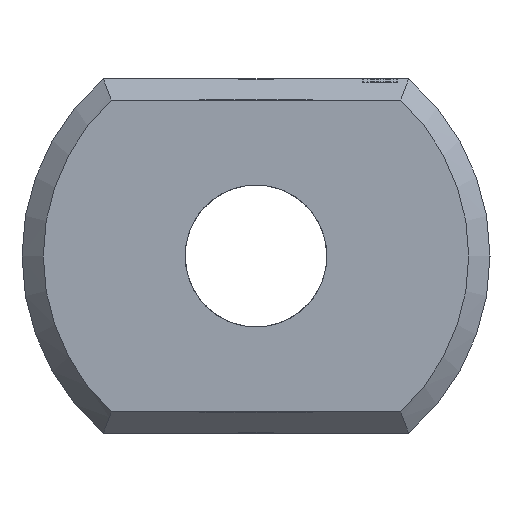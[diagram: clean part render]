
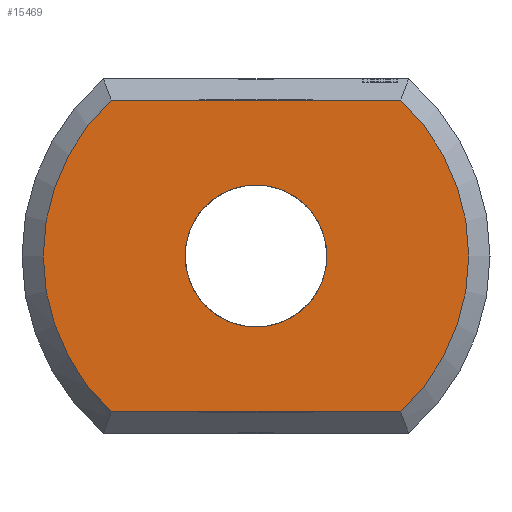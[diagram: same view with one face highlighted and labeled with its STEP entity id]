
A CAD part, left-side view. The second image highlights one B-rep face of the part: STEP entity #15469.
In plain terms, the highlighted planar face has unit normal (-1, 0, 0).
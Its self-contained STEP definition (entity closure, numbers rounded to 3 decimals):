
#3827 = VERTEX_POINT('',#3828);
#3828 = CARTESIAN_POINT('',(0.,-2.04,2.2));
#3837 = VERTEX_POINT('',#3838);
#3838 = CARTESIAN_POINT('',(0.,-2.04,-2.2));
#3845 = EDGE_CURVE('',#3827,#3837,#3846,.T.);
#3846 = CIRCLE('',#3847,3.);
#3847 = AXIS2_PLACEMENT_3D('',#3848,#3849,#3850);
#3848 = CARTESIAN_POINT('',(0.,0.,0.));
#3849 = DIRECTION('',(1.,0.,0.));
#3850 = DIRECTION('',(0.,-0.653,0.758)
  );
#4804 = VERTEX_POINT('',#4805);
#4805 = CARTESIAN_POINT('',(0.,2.04,2.2));
#4812 = EDGE_CURVE('',#3827,#4804,#4813,.T.);
#4813 = LINE('',#4814,#4815);
#4814 = CARTESIAN_POINT('',(0.,-2.154,2.2));
#4815 = VECTOR('',#4816,1.);
#4816 = DIRECTION('',(0.,1.,0.));
#15469 = ADVANCED_FACE('',(#15470,#15489),#15500,.F.);
#15470 = FACE_BOUND('',#15471,.F.);
#15471 = EDGE_LOOP('',(#15472,#15481,#15482,#15483));
#15472 = ORIENTED_EDGE('',*,*,#15473,.T.);
#15473 = EDGE_CURVE('',#15474,#4804,#15476,.T.);
#15474 = VERTEX_POINT('',#15475);
#15475 = CARTESIAN_POINT('',(0.,2.04,-2.2));
#15476 = CIRCLE('',#15477,3.);
#15477 = AXIS2_PLACEMENT_3D('',#15478,#15479,#15480);
#15478 = CARTESIAN_POINT('',(0.,0.,0.));
#15479 = DIRECTION('',(1.,0.,0.));
#15480 = DIRECTION('',(0.,0.653,-0.758)
  );
#15481 = ORIENTED_EDGE('',*,*,#4812,.F.);
#15482 = ORIENTED_EDGE('',*,*,#3845,.T.);
#15483 = ORIENTED_EDGE('',*,*,#15484,.T.);
#15484 = EDGE_CURVE('',#3837,#15474,#15485,.T.);
#15485 = LINE('',#15486,#15487);
#15486 = CARTESIAN_POINT('',(0.,-2.154,-2.2));
#15487 = VECTOR('',#15488,1.);
#15488 = DIRECTION('',(0.,1.,0.));
#15489 = FACE_BOUND('',#15490,.T.);
#15490 = EDGE_LOOP('',(#15491));
#15491 = ORIENTED_EDGE('',*,*,#15492,.T.);
#15492 = EDGE_CURVE('',#15493,#15493,#15495,.T.);
#15493 = VERTEX_POINT('',#15494);
#15494 = CARTESIAN_POINT('',(0.,1.,0.)
  );
#15495 = CIRCLE('',#15496,1.);
#15496 = AXIS2_PLACEMENT_3D('',#15497,#15498,#15499);
#15497 = CARTESIAN_POINT('',(0.,0.,0.));
#15498 = DIRECTION('',(1.,0.,0.));
#15499 = DIRECTION('',(0.,1.,0.));
#15500 = PLANE('',#15501);
#15501 = AXIS2_PLACEMENT_3D('',#15502,#15503,#15504);
#15502 = CARTESIAN_POINT('',(0.,0.,0.));
#15503 = DIRECTION('',(1.,0.,0.));
#15504 = DIRECTION('',(0.,0.,1.));
